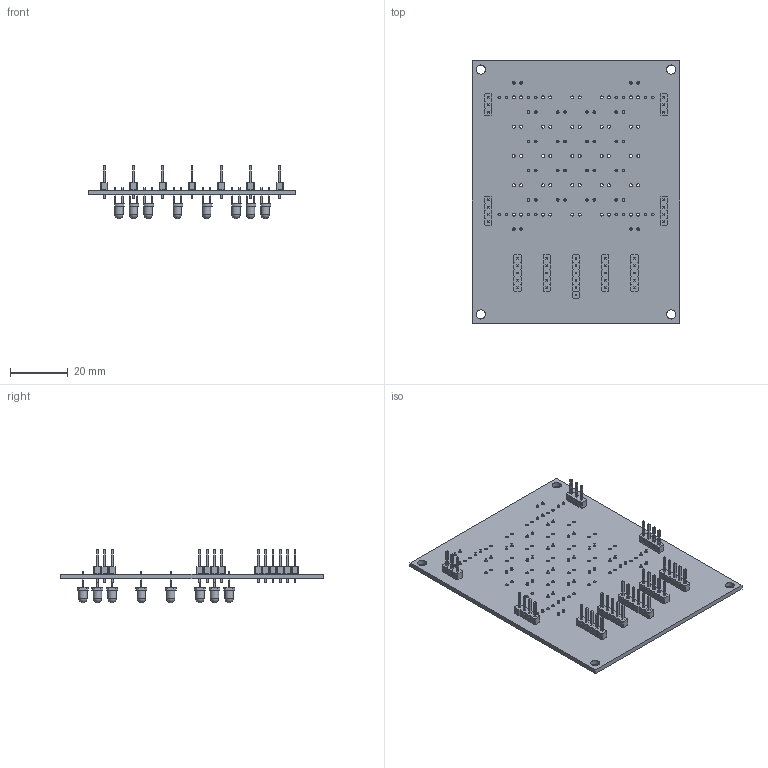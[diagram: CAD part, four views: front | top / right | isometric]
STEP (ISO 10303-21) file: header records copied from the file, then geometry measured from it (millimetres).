
FILE_DESCRIPTION(('KiCad electronic assembly'),'2;1');
FILE_NAME('line_sensor.step','2021-02-13T21:29:17',('An Author'),( 'A Company'),'Open CASCADE STEP processor 6.9', 'KiCad to STEP converter','Unknown');
FILE_SCHEMA(('AUTOMOTIVE_DESIGN { 1 0 10303 214 1 1 1 1 }'));
Length unit declared in the file: millimetre
Products named in the file (12): Open CASCADE STEP translator 6.9 1; LED_D3.0mm_Clear; SOLID; PinHeader_1x01_P2.54mm_Vertical; PinHeader_1x05_P2.54mm_Vertical; PinHeader_1x04_P2.54mm_Vertical; PinHeader_1x03_P2.54mm_Vertical; COMPOUND
Assembly tree (44 placements, depth 3):
  Open CASCADE STEP translator 6.9 1
    LED_D3.0mm_Clear  x28
      SOLID
    PinHeader_1x01_P2.54mm_Vertical
      SOLID
    PinHeader_1x05_P2.54mm_Vertical  x5
      SOLID
    PinHeader_1x04_P2.54mm_Vertical  x2
      SOLID
    PinHeader_1x03_P2.54mm_Vertical  x2
      SOLID
    COMPOUND
Bounding box: 72 x 91 x 18.54 mm (x, y, z)
Volume: 12097.7 mm3; surface area: 18523.6 mm2
Topology: 39 solids, 39 shells, 1604 faces, 3822 edges, 2432 vertices
Faces by surface type: plane 1370, cylinder 206, sphere 28
Full cylindrical faces by diameter (mm): 0.9 x56, 1 x40, 1.05 x50, 2.9 x28, 3.2 x4
Entity records: 35093 total; most frequent: CARTESIAN_POINT 5290, DIRECTION 5211, LINE 3210, VECTOR 3210, ORIENTED_EDGE 2548, PCURVE 2548, DEFINITIONAL_REPRESENTATION 2548, EDGE_CURVE 1274
